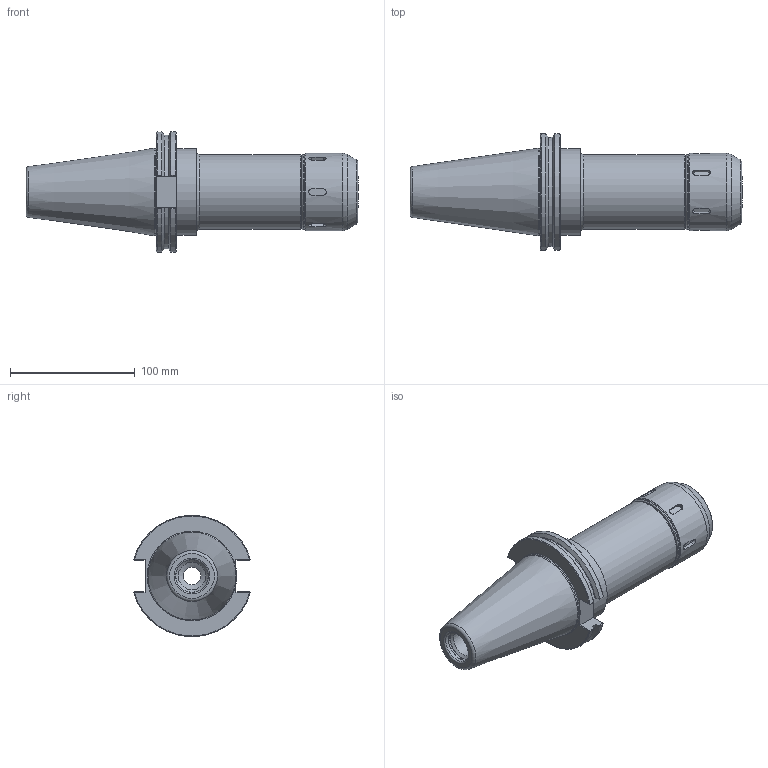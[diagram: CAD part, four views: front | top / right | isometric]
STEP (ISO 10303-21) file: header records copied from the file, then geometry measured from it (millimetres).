
FILE_DESCRIPTION(/* description */ (''),/* implementation_level */ '2;1');
FILE_NAME(/* name */ 'CAT50-MC100-0650.stp',/* time_stamp */ '2019-07-09T14:11:35-05:00',/* author */ ('ldfli'),/* organization */ (''),/* preprocessor_version */ 'ST-DEVELOPER v18',/* originating_system */ 'Autodesk Inventor LT',/* authorisation */ '');
FILE_SCHEMA (('AUTOMOTIVE_DESIGN { 1 0 10303 214 3 1 1 }'));
Length unit declared in the file: millimetre
Products named in the file (1): CAT50-MC100-0650
Bounding box: 266.63 x 93.8 x 97.14 mm (x, y, z)
Volume: 700015.3 mm3; surface area: 95583.4 mm2
Topology: 3 solids, 3 shells, 188 faces, 551 edges, 382 vertices
Faces by surface type: plane 75, cylinder 58, torus 34, cone 17, bspline 4
Full cylindrical faces by diameter (mm): 10 x1, 13.835 x1, 22.225 x1, 26.107 x1, 26.2 x1, 26.7 x1, 31 x1, 48 x2, 54 x2, 60 x1, 61 x1, 62 x1, 69.85 x1, 70.2 x1
Entity records: 7263 total; most frequent: CARTESIAN_POINT 2258, ORIENTED_EDGE 1102, DIRECTION 1017, EDGE_CURVE 551, AXIS2_PLACEMENT_3D 401, VERTEX_POINT 382, LINE 215, VECTOR 215
